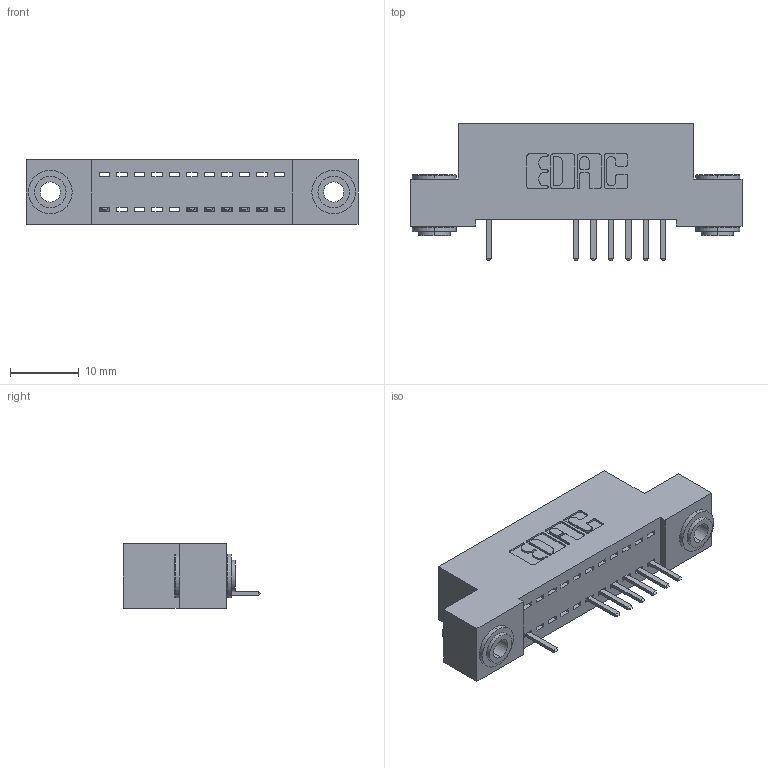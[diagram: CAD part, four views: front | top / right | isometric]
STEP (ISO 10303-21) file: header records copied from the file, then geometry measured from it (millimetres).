
FILE_DESCRIPTION (( 'STEP AP203' ), '1' );
FILE_NAME ('392-011-520-103.STEP', '2018-08-14T21:07:58', ( '' ), ( '' ), 'SwSTEP 2.0', 'SolidWorks 2016', '' );
FILE_SCHEMA (( 'CONFIG_CONTROL_DESIGN' ));
Length unit declared in the file: inch
Products named in the file (4): 342 Part_.156 TH; 345-292-001_345-293-120; 342-250-002_345-250-002-102; 392-011-520-103
Assembly tree (10 placements, depth 2):
  392-011-520-103
    342 Part_.156 TH
    345-292-001_345-293-120  x7
    342-250-002_345-250-002-102  x2
Bounding box: 48.26 x 20.02 x 9.4 mm (x, y, z)
Volume: 4074.2 mm3; surface area: 5328.7 mm2
Topology: 10 solids, 10 shells, 630 faces, 1831 edges, 1198 vertices
Faces by surface type: plane 432, cylinder 190, cone 8
Entity records: 11238 total; most frequent: CARTESIAN_POINT 1950, ORIENTED_EDGE 1882, DIRECTION 1725, EDGE_CURVE 941, VECTOR 785, LINE 785, VERTEX_POINT 622, AXIS2_PLACEMENT_3D 470
